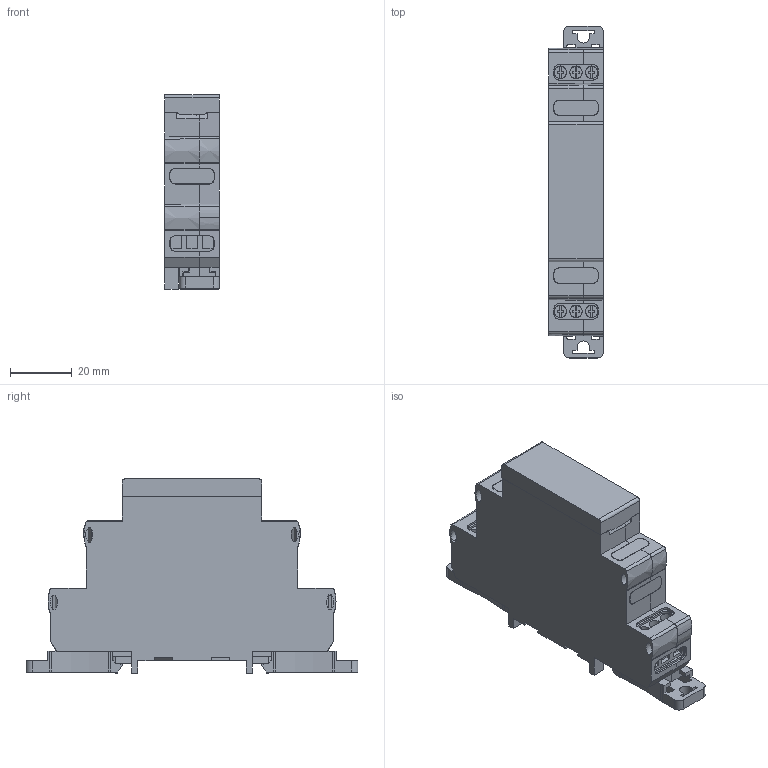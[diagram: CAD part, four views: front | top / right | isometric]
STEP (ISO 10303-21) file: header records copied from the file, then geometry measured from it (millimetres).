
FILE_DESCRIPTION (( 'STEP AP214' ), '1' );
FILE_NAME ('ESP485-1.STEP', '2021-10-28T12:33:12', ( '' ), ( '' ), 'SwSTEP 2.0', 'SolidWorks 2021', '' );
FILE_SCHEMA (( 'AUTOMOTIVE_DESIGN' ));
Length unit declared in the file: millimetre
Products named in the file (1): ESP485-1
Bounding box: 17.75 x 107.2 x 62.75 mm (x, y, z)
Volume: 22035.6 mm3; surface area: 38094.4 mm2
Topology: 23 solids, 23 shells, 1795 faces, 5087 edges, 3354 vertices
Faces by surface type: plane 1414, cylinder 338, cone 25, bspline 10, sphere 8
Entity records: 58009 total; most frequent: CARTESIAN_POINT 10799, ORIENTED_EDGE 10158, DIRECTION 9241, EDGE_CURVE 5079, VECTOR 4257, LINE 4257, VERTEX_POINT 3354, AXIS2_PLACEMENT_3D 2492
